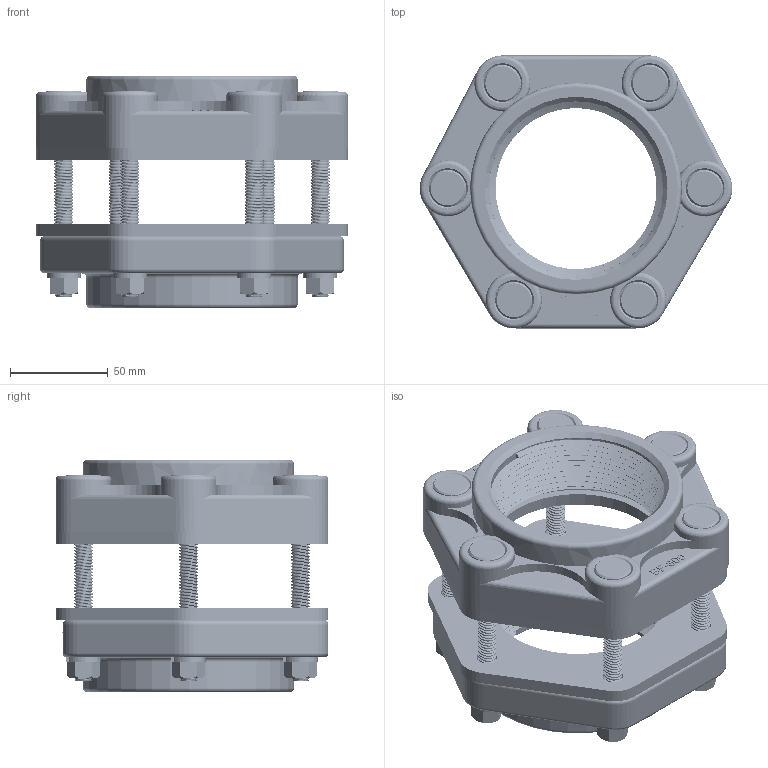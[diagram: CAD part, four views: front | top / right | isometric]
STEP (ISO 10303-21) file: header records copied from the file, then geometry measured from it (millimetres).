
FILE_DESCRIPTION(/* description */ ('3" BOLTED TANK FLANGE W/ 3-1/2" ALL-THREAD BOLTS'),/* implementation_level */ '2;1');
FILE_NAME(/* name */ 'BF335.stp',/* time_stamp */ '2020-04-22T09:55:22-04:00',/* author */ ('ETQ'),/* organization */ (''),/* preprocessor_version */ 'ST-DEVELOPER v17.2',/* originating_system */ 'Autodesk Inventor 2019',/* authorisation */ '');
FILE_SCHEMA (('AUTOMOTIVE_DESIGN { 1 0 10303 214 3 1 1 }'));
Length unit declared in the file: inch
Products named in the file (9): BF335; BF301; BF300GE; V30164; BF309; V20018; V20019; BF304A; VL1004
Assembly tree (29 placements, depth 2):
  BF335
    BF301
    BF300GE  x2
    V30164
    BF309  x6
    V20018  x6
    V20019  x6
    BF304A  x6
    VL1004
Bounding box: 159.64 x 139.32 x 118.7 mm (x, y, z)
Volume: 728034.3 mm3; surface area: 211424.8 mm2
Topology: 29 solids, 29 shells, 2443 faces, 6717 edges, 4388 vertices
Faces by surface type: cylinder 949, cone 928, plane 448, bspline 91, torus 21, sphere 6
Full cylindrical faces by diameter (mm): 8.236 x330, 9.525 x324, 10.312 x6, 10.319 x6, 10.414 x12, 18.161 x6, 18.847 x12, 19.05 x6, 86.614 x3, 107.95 x2
Entity records: 33161 total; most frequent: CARTESIAN_POINT 13787, ORIENTED_EDGE 4180, DIRECTION 3642, EDGE_CURVE 2090, VERTEX_POINT 1370, AXIS2_PLACEMENT_3D 1323, LINE 996, VECTOR 996
